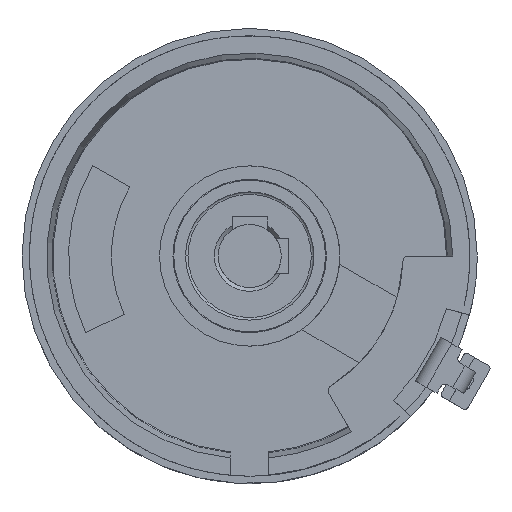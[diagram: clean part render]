
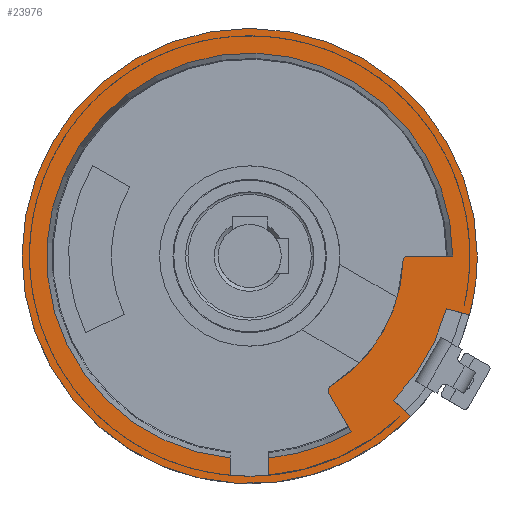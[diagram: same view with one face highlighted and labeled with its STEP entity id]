
A CAD part, front view. The second image highlights one B-rep face of the part: STEP entity #23976.
In plain terms, the highlighted planar face has unit normal (0, -1, 0).
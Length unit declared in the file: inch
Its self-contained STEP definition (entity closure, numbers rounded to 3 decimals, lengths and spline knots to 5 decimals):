
#173=CARTESIAN_POINT('',(0.,0.018,0.));
#174=DIRECTION('',(0.,1.,0.));
#175=DIRECTION('',(0.707,0.,-0.707));
#176=AXIS2_PLACEMENT_3D('',#173,#174,#175);
#178=CARTESIAN_POINT('',(0.,0.018,0.));
#179=DIRECTION('',(0.,1.,0.));
#180=DIRECTION('',(-1.,0.,0.));
#181=AXIS2_PLACEMENT_3D('',#178,#179,#180);
#183=CARTESIAN_POINT('',(0.,0.018,0.));
#184=DIRECTION('',(0.,1.,0.));
#185=DIRECTION('',(1.,0.,0.));
#186=AXIS2_PLACEMENT_3D('',#183,#184,#185);
#188=DIRECTION('',(-0.966,0.,0.259));
#189=VECTOR('',#188,0.095);
#190=CARTESIAN_POINT('',(0.87416,0.018,-0.23423));
#191=LINE('',#190,#189);
#192=CARTESIAN_POINT('',(0.,0.018,0.));
#193=DIRECTION('',(0.,1.,0.));
#194=DIRECTION('',(0.966,0.,-0.259));
#195=AXIS2_PLACEMENT_3D('',#192,#193,#194);
#197=DIRECTION('',(0.707,0.,-0.707));
#198=VECTOR('',#197,0.095);
#199=CARTESIAN_POINT('',(0.57276,0.018,-0.57276));
#200=LINE('',#199,#198);
#201=DIRECTION('',(0.974,0.,-0.225));
#202=VECTOR('',#201,0.0005);
#203=CARTESIAN_POINT('',(0.85209,0.018,-0.19672));
#204=LINE('',#203,#202);
#205=CARTESIAN_POINT('',(0.,0.018,0.));
#206=DIRECTION('',(0.,-1.,0.));
#207=DIRECTION('',(0.974,0.,-0.225));
#208=AXIS2_PLACEMENT_3D('',#205,#206,#207);
#210=CARTESIAN_POINT('',(0.,0.018,0.));
#211=DIRECTION('',(0.,-1.,0.));
#212=DIRECTION('',(1.,0.,0.));
#213=AXIS2_PLACEMENT_3D('',#210,#211,#212);
#215=CARTESIAN_POINT('',(0.,0.018,0.));
#216=DIRECTION('',(0.,-1.,0.));
#217=DIRECTION('',(-1.,0.,0.));
#218=AXIS2_PLACEMENT_3D('',#215,#216,#217);
#220=DIRECTION('',(-0.682,0.,0.731));
#221=VECTOR('',#220,0.0005);
#222=CARTESIAN_POINT('',(0.59675,0.018,-0.63993));
#223=LINE('',#222,#221);
#224=CARTESIAN_POINT('',(0.,0.018,0.));
#225=DIRECTION('',(0.,1.,0.));
#226=DIRECTION('',(0.682,0.,-0.731));
#227=AXIS2_PLACEMENT_3D('',#224,#225,#226);
#229=DIRECTION('',(0.,0.,1.));
#230=VECTOR('',#229,0.06795);
#231=CARTESIAN_POINT('',(0.0755,0.018,-0.87123));
#232=LINE('',#231,#230);
#233=CARTESIAN_POINT('',(0.,0.018,0.));
#234=DIRECTION('',(0.,-1.,0.));
#235=DIRECTION('',(0.094,0.,-0.996));
#236=AXIS2_PLACEMENT_3D('',#233,#234,#235);
#238=DIRECTION('',(-0.5,0.,0.866));
#239=VECTOR('',#238,0.17714);
#240=CARTESIAN_POINT('',(0.40341,0.018,-0.69873));
#241=LINE('',#240,#239);
#242=CARTESIAN_POINT('',(0.33216,0.018,-0.53532));
#243=DIRECTION('',(0.,1.,0.));
#244=DIRECTION('',(-0.866,0.,-0.5));
#245=AXIS2_PLACEMENT_3D('',#242,#243,#244);
#247=CARTESIAN_POINT('',(0.,0.018,0.));
#248=DIRECTION('',(0.,-1.,0.));
#249=DIRECTION('',(0.527,0.,-0.85));
#250=AXIS2_PLACEMENT_3D('',#247,#248,#249);
#252=CARTESIAN_POINT('',(0.62968,0.018,-0.02));
#253=DIRECTION('',(0.,1.,0.));
#254=DIRECTION('',(-0.999,0.,0.032));
#255=AXIS2_PLACEMENT_3D('',#252,#253,#254);
#257=DIRECTION('',(1.,0.,0.));
#258=VECTOR('',#257,0.17714);
#259=CARTESIAN_POINT('',(0.62968,0.018,0.));
#260=LINE('',#259,#258);
#261=CARTESIAN_POINT('',(0.,0.018,0.));
#262=DIRECTION('',(0.,-1.,0.));
#263=DIRECTION('',(1.,0.,0.));
#264=AXIS2_PLACEMENT_3D('',#261,#262,#263);
#266=DIRECTION('',(0.,0.,-1.));
#267=VECTOR('',#266,0.06795);
#268=CARTESIAN_POINT('',(-0.0755,0.018,-0.80329));
#269=LINE('',#268,#267);
#270=CARTESIAN_POINT('',(0.,0.018,0.));
#271=DIRECTION('',(0.,1.,0.));
#272=DIRECTION('',(-0.086,0.,-0.996));
#273=AXIS2_PLACEMENT_3D('',#270,#271,#272);
#20277=CARTESIAN_POINT('',(0.59641,0.018,-0.63957));
#20278=CARTESIAN_POINT('',(0.0755,0.018,-0.87123));
#20279=VERTEX_POINT('',#20277);
#20280=VERTEX_POINT('',#20278);
#20281=CARTESIAN_POINT('',(-0.0755,0.018,-0.87123));
#20282=CARTESIAN_POINT('',(0.85209,0.018,-0.19672));
#20283=VERTEX_POINT('',#20281);
#20284=VERTEX_POINT('',#20282);
#20285=CARTESIAN_POINT('',(0.7824,0.018,-0.20964));
#20286=CARTESIAN_POINT('',(0.57276,0.018,-0.57276));
#20287=VERTEX_POINT('',#20285);
#20288=VERTEX_POINT('',#20286);
#20289=CARTESIAN_POINT('',(0.80683,0.018,0.));
#20290=CARTESIAN_POINT('',(-0.0755,0.018,-0.80329));
#20291=VERTEX_POINT('',#20289);
#20292=VERTEX_POINT('',#20290);
#20293=CARTESIAN_POINT('',(0.0755,0.018,-0.80329));
#20294=CARTESIAN_POINT('',(0.40341,0.018,-0.69873));
#20295=VERTEX_POINT('',#20293);
#20296=VERTEX_POINT('',#20294);
#20297=CARTESIAN_POINT('',(0.63993,0.018,-0.63993));
#20298=VERTEX_POINT('',#20297);
#20299=CARTESIAN_POINT('',(0.32162,0.018,-0.51833));
#20300=CARTESIAN_POINT('',(0.60969,0.018,-0.01937));
#20301=VERTEX_POINT('',#20299);
#20302=VERTEX_POINT('',#20300);
#20307=CARTESIAN_POINT('',(0.87416,0.018,-0.23423));
#20308=VERTEX_POINT('',#20307);
#20309=CARTESIAN_POINT('',(0.31484,0.018,-0.54532));
#20310=VERTEX_POINT('',#20309);
#20311=CARTESIAN_POINT('',(0.62968,0.018,0.));
#20312=VERTEX_POINT('',#20311);
#20561=CARTESIAN_POINT('',(-0.905,0.018,0.));
#20562=CARTESIAN_POINT('',(0.905,0.018,0.));
#20563=VERTEX_POINT('',#20561);
#20564=VERTEX_POINT('',#20562);
#20565=CARTESIAN_POINT('',(0.875,0.018,0.));
#20566=CARTESIAN_POINT('',(-0.875,0.018,0.));
#20567=VERTEX_POINT('',#20565);
#20568=VERTEX_POINT('',#20566);
#20585=CARTESIAN_POINT('',(0.59675,0.018,-0.63993));
#20586=VERTEX_POINT('',#20585);
#20587=CARTESIAN_POINT('',(0.85257,0.018,-0.19683));
#20588=VERTEX_POINT('',#20587);
#23927=CARTESIAN_POINT('',(0.,0.018,0.));
#23928=DIRECTION('',(0.,1.,0.));
#23929=DIRECTION('',(0.,0.,-1.));
#23930=AXIS2_PLACEMENT_3D('',#23927,#23928,#23929);
#23931=PLANE('',#23930);
#23933=ORIENTED_EDGE('',*,*,#23932,.T.);
#23935=ORIENTED_EDGE('',*,*,#23934,.T.);
#23937=ORIENTED_EDGE('',*,*,#23936,.T.);
#23939=ORIENTED_EDGE('',*,*,#23938,.T.);
#23941=ORIENTED_EDGE('',*,*,#23940,.T.);
#23943=ORIENTED_EDGE('',*,*,#23942,.T.);
#23944=EDGE_LOOP('',(#23933,#23935,#23937,#23939,#23941,#23943));
#23945=FACE_OUTER_BOUND('',#23944,.F.);
#23947=ORIENTED_EDGE('',*,*,#23946,.T.);
#23948=ORIENTED_EDGE('',*,*,#23895,.T.);
#23949=ORIENTED_EDGE('',*,*,#23921,.T.);
#23950=ORIENTED_EDGE('',*,*,#23907,.T.);
#23952=ORIENTED_EDGE('',*,*,#23951,.T.);
#23953=ORIENTED_EDGE('',*,*,#23803,.T.);
#23955=ORIENTED_EDGE('',*,*,#23954,.T.);
#23957=ORIENTED_EDGE('',*,*,#23956,.T.);
#23959=ORIENTED_EDGE('',*,*,#23958,.T.);
#23961=ORIENTED_EDGE('',*,*,#23960,.T.);
#23963=ORIENTED_EDGE('',*,*,#23962,.T.);
#23965=ORIENTED_EDGE('',*,*,#23964,.T.);
#23967=ORIENTED_EDGE('',*,*,#23966,.T.);
#23969=ORIENTED_EDGE('',*,*,#23968,.T.);
#23971=ORIENTED_EDGE('',*,*,#23970,.T.);
#23973=ORIENTED_EDGE('',*,*,#23972,.T.);
#23974=EDGE_LOOP('',(#23947,#23948,#23949,#23950,#23952,#23953,#23955,#23957,
#23959,#23961,#23963,#23965,#23967,#23969,#23971,#23973));
#23975=FACE_BOUND('',#23974,.F.);
#23976=ADVANCED_FACE('',(#23945,#23975),#23931,.F.);
#177=CIRCLE('',#176,0.905);
#182=CIRCLE('',#181,0.905);
#187=CIRCLE('',#186,0.905);
#196=CIRCLE('',#195,0.81);
#209=CIRCLE('',#208,0.875);
#214=CIRCLE('',#213,0.875);
#219=CIRCLE('',#218,0.875);
#228=CIRCLE('',#227,0.8745);
#237=CIRCLE('',#236,0.80683);
#246=CIRCLE('',#245,0.02);
#251=CIRCLE('',#250,0.61);
#256=CIRCLE('',#255,0.02);
#265=CIRCLE('',#264,0.80683);
#274=CIRCLE('',#273,0.8745);
#23803=EDGE_CURVE('',#20279,#20280,#228,.T.);
#23895=EDGE_CURVE('',#20588,#20567,#209,.T.);
#23907=EDGE_CURVE('',#20568,#20586,#219,.T.);
#23921=EDGE_CURVE('',#20567,#20568,#214,.T.);
#23932=EDGE_CURVE('',#20298,#20563,#177,.T.);
#23934=EDGE_CURVE('',#20563,#20564,#182,.T.);
#23936=EDGE_CURVE('',#20564,#20308,#187,.T.);
#23938=EDGE_CURVE('',#20308,#20287,#191,.T.);
#23940=EDGE_CURVE('',#20287,#20288,#196,.T.);
#23942=EDGE_CURVE('',#20288,#20298,#200,.T.);
#23946=EDGE_CURVE('',#20284,#20588,#204,.T.);
#23951=EDGE_CURVE('',#20586,#20279,#223,.T.);
#23954=EDGE_CURVE('',#20280,#20295,#232,.T.);
#23956=EDGE_CURVE('',#20295,#20296,#237,.T.);
#23958=EDGE_CURVE('',#20296,#20310,#241,.T.);
#23960=EDGE_CURVE('',#20310,#20301,#246,.T.);
#23962=EDGE_CURVE('',#20301,#20302,#251,.T.);
#23964=EDGE_CURVE('',#20302,#20312,#256,.T.);
#23966=EDGE_CURVE('',#20312,#20291,#260,.T.);
#23968=EDGE_CURVE('',#20291,#20292,#265,.T.);
#23970=EDGE_CURVE('',#20292,#20283,#269,.T.);
#23972=EDGE_CURVE('',#20283,#20284,#274,.T.);
